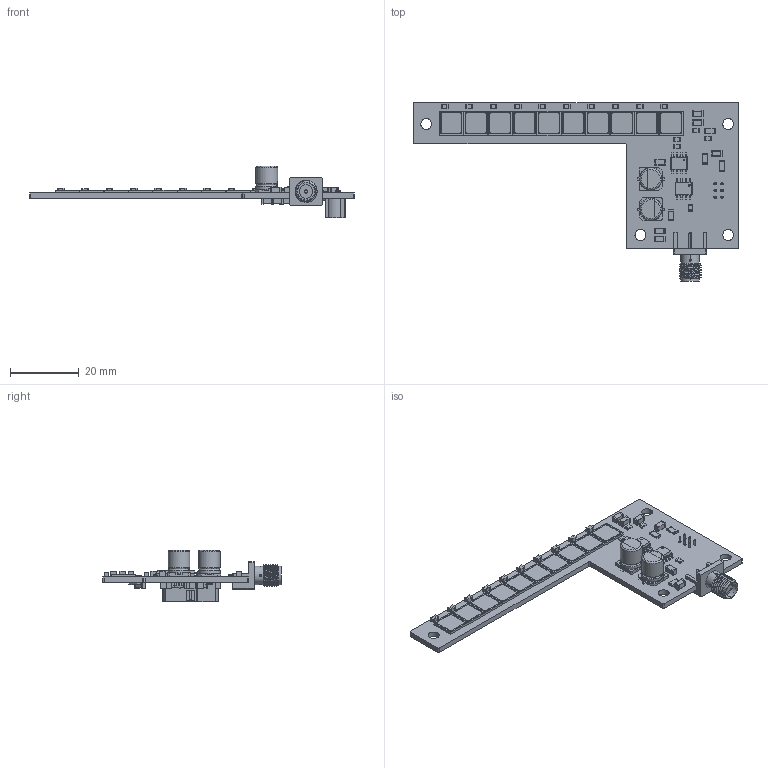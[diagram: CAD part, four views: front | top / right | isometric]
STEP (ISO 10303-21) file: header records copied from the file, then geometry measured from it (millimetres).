
FILE_DESCRIPTION(('KiCad electronic assembly'),'2;1');
FILE_NAME('10sipm-for-angled.step','2025-02-27T14:09:35',('Pcbnew'),( 'Kicad'),'Open CASCADE STEP processor 7.6','KiCad to STEP converter' ,'Unknown');
FILE_SCHEMA(('AUTOMOTIVE_DESIGN { 1 0 10303 214 1 1 1 1 }'));
Length unit declared in the file: millimetre
Products named in the file (26): 10sipm-for-angled 1; C_1206_3216Metric; MICROFC-60035-SMT-TR1; R_1206_3216Metric; C_0805_2012Metric; CP_Elec_6.3x7.7; CP_Elec_63x77; CONSMA020.062-G; CONSMA020.062-G-ass; R_0805_2012Metric; SOIC-8_3.9x4.9mm_P1.27mm; SOIC_8_39x49mm_P127mm; SO-8_3.9x4.9mm_P1.27mm; CQ assembly; CP-8-27_ADI; part; M80-5T10642MC; M80-5T1XXXXMC-00-000-00-000_ASM; SOT-23-5; SOT_23_5; 10sipm-for-angled_PCB
Assembly tree (67 placements, depth 3):
  10sipm-for-angled 1
    C_1206_3216Metric  x17
      C_1206_3216Metric
    MICROFC-60035-SMT-TR1  x10
      MICROFC-60035-SMT-TR1
    R_1206_3216Metric  x4
      R_1206_3216Metric
    C_0805_2012Metric  x11
      C_0805_2012Metric
    CP_Elec_6.3x7.7  x2
      CP_Elec_63x77
    CONSMA020.062-G
      CONSMA020.062-G-ass
    R_0805_2012Metric  x4
      R_0805_2012Metric
    SOIC-8_3.9x4.9mm_P1.27mm
      SOIC_8_39x49mm_P127mm
    SO-8_3.9x4.9mm_P1.27mm
      CQ assembly
    CP-8-27_ADI
      part
    M80-5T10642MC
      M80-5T1XXXXMC-00-000-00-000_ASM
    SOT-23-5
      SOT_23_5
    10sipm-for-angled_PCB
Bounding box: 94.5 x 51.97 x 14.95 mm (x, y, z)
Volume: 5043.8 mm3; surface area: 11041 mm2
Topology: 195 solids, 195 shells, 3413 faces, 8362 edges, 5481 vertices
Faces by surface type: plane 2449, cylinder 748, bspline 140, cone 58, torus 8, sphere 8, revolution 2
Full cylindrical faces by diameter (mm): 0.105 x1, 0.4 x2, 0.6 x1, 0.7 x6, 3.2 x4, 6.3 x4
Entity records: 48701 total; most frequent: CARTESIAN_POINT 14088, ORIENTED_EDGE 6280, DIRECTION 5887, EDGE_CURVE 3140, LINE 2188, VECTOR 2188, VERTEX_POINT 2014, AXIS2_PLACEMENT_3D 1849
